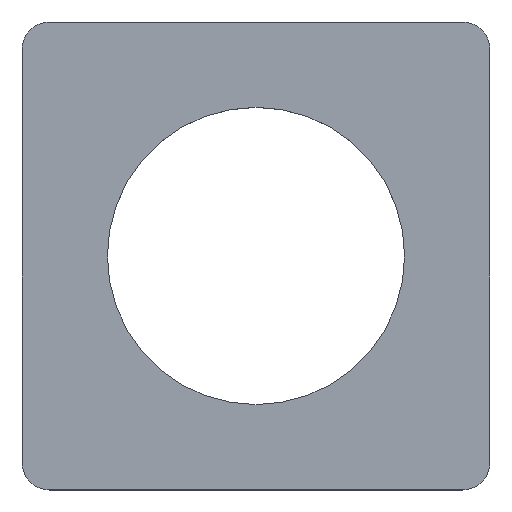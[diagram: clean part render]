
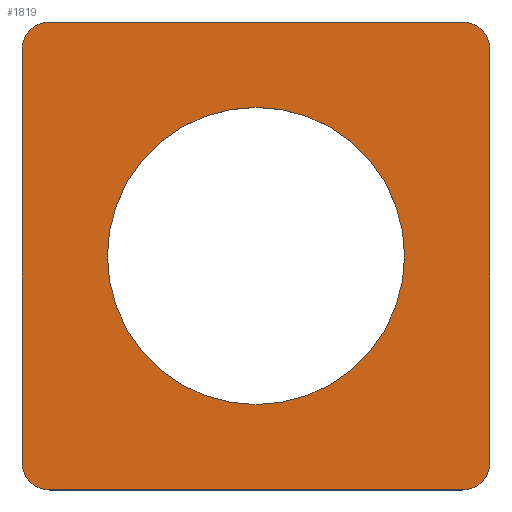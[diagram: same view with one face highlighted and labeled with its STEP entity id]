
A CAD part, top view. The second image highlights one B-rep face of the part: STEP entity #1819.
In plain terms, the highlighted planar face has unit normal (0, 0, 1).
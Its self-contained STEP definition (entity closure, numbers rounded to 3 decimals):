
#55=FACE_BOUND('',#311,.T.);
#109=CIRCLE('',#1970,5.);
#114=CIRCLE('',#1978,5.);
#115=CIRCLE('',#1981,5.);
#116=CIRCLE('',#1984,5.);
#117=CIRCLE('',#1987,27.);
#210=FACE_OUTER_BOUND('',#310,.T.);
#310=EDGE_LOOP('',(#1658,#1659,#1660,#1661,#1662,#1663,#1664,#1665));
#311=EDGE_LOOP('',(#1666));
#498=LINE('',#2989,#697);
#504=LINE('',#3009,#703);
#507=LINE('',#3017,#706);
#509=LINE('',#3023,#708);
#697=VECTOR('',#2455,10.);
#703=VECTOR('',#2475,10.);
#706=VECTOR('',#2484,10.);
#708=VECTOR('',#2492,10.);
#867=VERTEX_POINT('',#2976);
#868=VERTEX_POINT('',#2977);
#872=VERTEX_POINT('',#2987);
#878=VERTEX_POINT('',#3003);
#879=VERTEX_POINT('',#3007);
#880=VERTEX_POINT('',#3011);
#881=VERTEX_POINT('',#3015);
#882=VERTEX_POINT('',#3019);
#883=VERTEX_POINT('',#3025);
#1119=EDGE_CURVE('',#867,#868,#109,.T.);
#1125=EDGE_CURVE('',#867,#872,#498,.T.);
#1132=EDGE_CURVE('',#878,#872,#114,.T.);
#1135=EDGE_CURVE('',#878,#879,#504,.T.);
#1136=EDGE_CURVE('',#880,#879,#115,.T.);
#1139=EDGE_CURVE('',#880,#881,#507,.T.);
#1141=EDGE_CURVE('',#882,#881,#116,.T.);
#1142=EDGE_CURVE('',#882,#868,#509,.T.);
#1143=EDGE_CURVE('',#883,#883,#117,.T.);
#1658=ORIENTED_EDGE('',*,*,#1119,.F.);
#1659=ORIENTED_EDGE('',*,*,#1125,.T.);
#1660=ORIENTED_EDGE('',*,*,#1132,.F.);
#1661=ORIENTED_EDGE('',*,*,#1135,.T.);
#1662=ORIENTED_EDGE('',*,*,#1136,.F.);
#1663=ORIENTED_EDGE('',*,*,#1139,.T.);
#1664=ORIENTED_EDGE('',*,*,#1141,.F.);
#1665=ORIENTED_EDGE('',*,*,#1142,.T.);
#1666=ORIENTED_EDGE('',*,*,#1143,.T.);
#1726=PLANE('',#1988);
#1819=ADVANCED_FACE('',(#210,#55),#1726,.T.);
#1970=AXIS2_PLACEMENT_3D('',#2978,#2445,#2446);
#1978=AXIS2_PLACEMENT_3D('',#3004,#2469,#2470);
#1981=AXIS2_PLACEMENT_3D('',#3012,#2478,#2479);
#1984=AXIS2_PLACEMENT_3D('',#3021,#2488,#2489);
#1987=AXIS2_PLACEMENT_3D('',#3026,#2495,#2496);
#1988=AXIS2_PLACEMENT_3D('',#3028,#2498,#2499);
#2445=DIRECTION('center_axis',(0.,0.,-1.));
#2446=DIRECTION('ref_axis',(0.707,0.707,0.));
#2455=DIRECTION('',(-1.,0.,0.));
#2469=DIRECTION('center_axis',(0.,0.,-1.));
#2470=DIRECTION('ref_axis',(-0.707,0.707,0.));
#2475=DIRECTION('',(0.,-1.,0.));
#2478=DIRECTION('center_axis',(0.,0.,-1.));
#2479=DIRECTION('ref_axis',(-0.707,-0.707,0.));
#2484=DIRECTION('',(1.,0.,0.));
#2488=DIRECTION('center_axis',(0.,0.,-1.));
#2489=DIRECTION('ref_axis',(0.707,-0.707,0.));
#2492=DIRECTION('',(0.,1.,0.));
#2495=DIRECTION('center_axis',(0.,0.,-1.));
#2496=DIRECTION('ref_axis',(1.,0.,0.));
#2498=DIRECTION('center_axis',(0.,0.,1.));
#2499=DIRECTION('ref_axis',(1.,0.,0.));
#2976=CARTESIAN_POINT('',(37.5,42.5,5.3));
#2977=CARTESIAN_POINT('',(42.5,37.5,5.3));
#2978=CARTESIAN_POINT('Origin',(37.5,37.5,5.3));
#2987=CARTESIAN_POINT('',(-37.5,42.5,5.3));
#2989=CARTESIAN_POINT('',(42.5,42.5,5.3));
#3003=CARTESIAN_POINT('',(-42.5,37.5,5.3));
#3004=CARTESIAN_POINT('Origin',(-37.5,37.5,5.3));
#3007=CARTESIAN_POINT('',(-42.5,-37.5,5.3));
#3009=CARTESIAN_POINT('',(-42.5,42.5,5.3));
#3011=CARTESIAN_POINT('',(-37.5,-42.5,5.3));
#3012=CARTESIAN_POINT('Origin',(-37.5,-37.5,5.3));
#3015=CARTESIAN_POINT('',(37.5,-42.5,5.3));
#3017=CARTESIAN_POINT('',(-42.5,-42.5,5.3));
#3019=CARTESIAN_POINT('',(42.5,-37.5,5.3));
#3021=CARTESIAN_POINT('Origin',(37.5,-37.5,5.3));
#3023=CARTESIAN_POINT('',(42.5,-42.5,5.3));
#3025=CARTESIAN_POINT('',(-27.,0.,5.3));
#3026=CARTESIAN_POINT('Origin',(0.,0.,5.3));
#3028=CARTESIAN_POINT('Origin',(0.,0.,
5.3));
